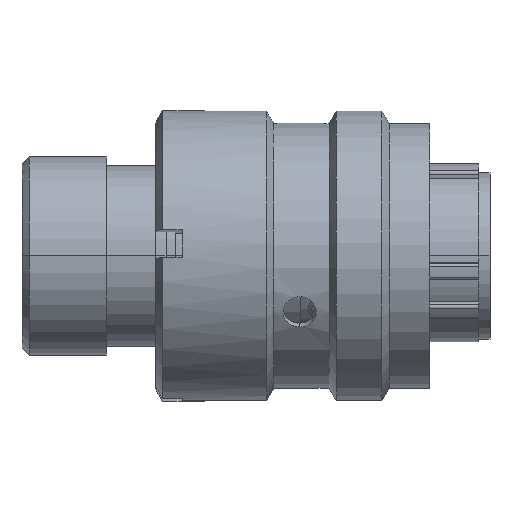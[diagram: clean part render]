
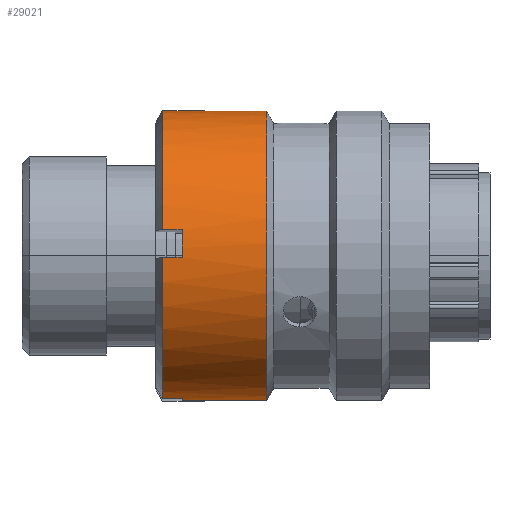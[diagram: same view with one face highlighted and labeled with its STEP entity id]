
A CAD part, top view. The second image highlights one B-rep face of the part: STEP entity #29021.
In plain terms, the highlighted cylindrical face has radius 10.35 mm (diameter 20.7 mm), a partial arc.
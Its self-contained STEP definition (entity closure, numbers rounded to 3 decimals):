
#146 = AXIS2_PLACEMENT_3D ( 'NONE', #16837, #19886, #13784 ) ;
#384 = VERTEX_POINT ( 'NONE', #2129 ) ;
#639 = CARTESIAN_POINT ( 'NONE',  ( -3.692, -1.246, 0.016 ) ) ;
#859 = CIRCLE ( 'NONE', #22017, 10.35 ) ;
#1268 = EDGE_CURVE ( 'NONE', #23056, #384, #15566, .T. ) ;
#1780 = ORIENTED_EDGE ( 'NONE', *, *, #11553, .F. ) ;
#1822 = CARTESIAN_POINT ( 'NONE',  ( -3.692, -1.369, 10.365 ) ) ;
#2129 = CARTESIAN_POINT ( 'NONE',  ( -3.692, -11.425, 1.886 ) ) ;
#2161 = DIRECTION ( 'NONE',  ( 1., 0., 0. ) ) ;
#3457 = CARTESIAN_POINT ( 'NONE',  ( -5.092, -11.425, 1.886 ) ) ;
#4151 = DIRECTION ( 'NONE',  ( 1., 0., 0. ) ) ;
#4394 = ORIENTED_EDGE ( 'NONE', *, *, #11460, .T. ) ;
#5085 = AXIS2_PLACEMENT_3D ( 'NONE', #639, #8961, #28479 ) ;
#5272 = CARTESIAN_POINT ( 'NONE',  ( -5.092, 9.103, 0.139 ) ) ;
#5579 = EDGE_CURVE ( 'NONE', #384, #28317, #23867, .T. ) ;
#6105 = ORIENTED_EDGE ( 'NONE', *, *, #1268, .F. ) ;
#6170 = LINE ( 'NONE', #28778, #14949 ) ;
#6443 = DIRECTION ( 'NONE',  ( 1., 0., 0. ) ) ;
#6767 = CIRCLE ( 'NONE', #36009, 10.35 ) ;
#6793 = EDGE_CURVE ( 'NONE', #21829, #35157, #859, .T. ) ;
#7313 = LINE ( 'NONE', #26865, #36237 ) ;
#8479 = VERTEX_POINT ( 'NONE', #35411 ) ;
#8539 = VERTEX_POINT ( 'NONE', #27569 ) ;
#8961 = DIRECTION ( 'NONE',  ( -1., 0., 0. ) ) ;
#9251 = DIRECTION ( 'NONE',  ( 0., -0.996, 0.085 ) ) ;
#10836 = CIRCLE ( 'NONE', #5085, 10.35 ) ;
#11353 = CARTESIAN_POINT ( 'NONE',  ( -3.692, -11.425, 1.886 ) ) ;
#11406 = LINE ( 'NONE', #1822, #32471 ) ;
#11460 = EDGE_CURVE ( 'NONE', #24500, #28317, #22696, .T. ) ;
#11553 = EDGE_CURVE ( 'NONE', #25567, #23089, #10836, .T. ) ;
#11857 = FACE_OUTER_BOUND ( 'NONE', #32553, .T. ) ;
#11997 = VECTOR ( 'NONE', #31214, 1000. ) ;
#12146 = CARTESIAN_POINT ( 'NONE',  ( -5.092, -1.369, 10.365 ) ) ;
#12332 = CARTESIAN_POINT ( 'NONE',  ( -5.092, -1.246, 0.016 ) ) ;
#12891 = DIRECTION ( 'NONE',  ( -1., 0., 0. ) ) ;
#13617 = CARTESIAN_POINT ( 'NONE',  ( 2.328, 9.067, -0.862 ) ) ;
#13784 = DIRECTION ( 'NONE',  ( 0., -0.996, 0.085 ) ) ;
#14292 = AXIS2_PLACEMENT_3D ( 'NONE', #31622, #20091, #20220 ) ;
#14448 = ORIENTED_EDGE ( 'NONE', *, *, #29996, .T. ) ;
#14562 = CARTESIAN_POINT ( 'NONE',  ( -3.692, -11.559, 0.894 ) ) ;
#14949 = VECTOR ( 'NONE', #20185, 1000. ) ;
#15005 = DIRECTION ( 'NONE',  ( 0., 0.085, 0.996 ) ) ;
#15083 = EDGE_CURVE ( 'NONE', #28589, #8479, #34035, .T. ) ;
#15548 = DIRECTION ( 'NONE',  ( 1., 0., 0. ) ) ;
#15566 = CIRCLE ( 'NONE', #14292, 10.35 ) ;
#15635 = EDGE_CURVE ( 'NONE', #22649, #8539, #6767, .T. ) ;
#15699 = VECTOR ( 'NONE', #36072, 1000. ) ;
#16837 = CARTESIAN_POINT ( 'NONE',  ( -5.092, -1.246, 0.016 ) ) ;
#18296 = DIRECTION ( 'NONE',  ( -1., 0., 0. ) ) ;
#19633 = ORIENTED_EDGE ( 'NONE', *, *, #26256, .T. ) ;
#19886 = DIRECTION ( 'NONE',  ( 1., 0., 0. ) ) ;
#20091 = DIRECTION ( 'NONE',  ( -1., 0., 0. ) ) ;
#20185 = DIRECTION ( 'NONE',  ( 1., 0., 0. ) ) ;
#20220 = DIRECTION ( 'NONE',  ( 0., 0.085, 0.996 ) ) ;
#20918 = CARTESIAN_POINT ( 'NONE',  ( 13.958, -1.246, 0.016 ) ) ;
#21096 = CYLINDRICAL_SURFACE ( 'NONE', #33971, 10.35 ) ;
#21352 = VECTOR ( 'NONE', #15548, 1000. ) ;
#21367 = ORIENTED_EDGE ( 'NONE', *, *, #15635, .F. ) ;
#21773 = DIRECTION ( 'NONE',  ( 0., 0.996, -0.085 ) ) ;
#21829 = VERTEX_POINT ( 'NONE', #13617 ) ;
#21858 = ORIENTED_EDGE ( 'NONE', *, *, #5579, .F. ) ;
#22017 = AXIS2_PLACEMENT_3D ( 'NONE', #35703, #2161, #21773 ) ;
#22144 = ORIENTED_EDGE ( 'NONE', *, *, #15083, .T. ) ;
#22649 = VERTEX_POINT ( 'NONE', #26262 ) ;
#22696 = CIRCLE ( 'NONE', #146, 10.35 ) ;
#22746 = EDGE_CURVE ( 'NONE', #8539, #8479, #7313, .T. ) ;
#23056 = VERTEX_POINT ( 'NONE', #14562 ) ;
#23089 = VERTEX_POINT ( 'NONE', #31352 ) ;
#23756 = EDGE_CURVE ( 'NONE', #25567, #28589, #35850, .T. ) ;
#23867 = LINE ( 'NONE', #11353, #11997 ) ;
#24500 = VERTEX_POINT ( 'NONE', #12146 ) ;
#25567 = VERTEX_POINT ( 'NONE', #34117 ) ;
#25973 = EDGE_CURVE ( 'NONE', #23089, #21829, #6170, .T. ) ;
#26256 = EDGE_CURVE ( 'NONE', #22649, #24500, #11406, .T. ) ;
#26262 = CARTESIAN_POINT ( 'NONE',  ( -3.692, -1.369, 10.365 ) ) ;
#26818 = DIRECTION ( 'NONE',  ( 0., 0.996, -0.085 ) ) ;
#26865 = CARTESIAN_POINT ( 'NONE',  ( -3.692, 0.624, 10.196 ) ) ;
#26902 = ORIENTED_EDGE ( 'NONE', *, *, #23756, .T. ) ;
#27569 = CARTESIAN_POINT ( 'NONE',  ( -3.692, 0.624, 10.196 ) ) ;
#27752 = CARTESIAN_POINT ( 'NONE',  ( -3.692, 9.103, 0.139 ) ) ;
#28317 = VERTEX_POINT ( 'NONE', #3457 ) ;
#28347 = LINE ( 'NONE', #29661, #21352 ) ;
#28479 = DIRECTION ( 'NONE',  ( 0., 0.085, 0.996 ) ) ;
#28589 = VERTEX_POINT ( 'NONE', #5272 ) ;
#28778 = CARTESIAN_POINT ( 'NONE',  ( 13.958, 9.067, -0.862 ) ) ;
#29021 = ADVANCED_FACE ( 'NONE', ( #11857 ), #21096, .T. ) ;
#29661 = CARTESIAN_POINT ( 'NONE',  ( 13.958, -11.559, 0.894 ) ) ;
#29996 = EDGE_CURVE ( 'NONE', #23056, #35157, #28347, .T. ) ;
#31214 = DIRECTION ( 'NONE',  ( -1., 0., 0. ) ) ;
#31352 = CARTESIAN_POINT ( 'NONE',  ( -3.692, 9.067, -0.862 ) ) ;
#31622 = CARTESIAN_POINT ( 'NONE',  ( -3.692, -1.246, 0.016 ) ) ;
#31798 = CARTESIAN_POINT ( 'NONE',  ( -3.692, -1.246, 0.016 ) ) ;
#32471 = VECTOR ( 'NONE', #35601, 1000. ) ;
#32553 = EDGE_LOOP ( 'NONE', ( #6105, #14448, #35393, #35739, #1780, #26902, #22144, #35498, #21367, #19633, #4394, #21858 ) ) ;
#33659 = AXIS2_PLACEMENT_3D ( 'NONE', #12332, #6443, #9251 ) ;
#33971 = AXIS2_PLACEMENT_3D ( 'NONE', #20918, #4151, #26818 ) ;
#34035 = CIRCLE ( 'NONE', #33659, 10.35 ) ;
#34117 = CARTESIAN_POINT ( 'NONE',  ( -3.692, 9.103, 0.139 ) ) ;
#35157 = VERTEX_POINT ( 'NONE', #35570 ) ;
#35393 = ORIENTED_EDGE ( 'NONE', *, *, #6793, .F. ) ;
#35411 = CARTESIAN_POINT ( 'NONE',  ( -5.092, 0.624, 10.196 ) ) ;
#35498 = ORIENTED_EDGE ( 'NONE', *, *, #22746, .F. ) ;
#35570 = CARTESIAN_POINT ( 'NONE',  ( 2.328, -11.559, 0.894 ) ) ;
#35601 = DIRECTION ( 'NONE',  ( -1., 0., 0. ) ) ;
#35703 = CARTESIAN_POINT ( 'NONE',  ( 2.328, -1.246, 0.016 ) ) ;
#35739 = ORIENTED_EDGE ( 'NONE', *, *, #25973, .F. ) ;
#35850 = LINE ( 'NONE', #27752, #15699 ) ;
#36009 = AXIS2_PLACEMENT_3D ( 'NONE', #31798, #18296, #15005 ) ;
#36072 = DIRECTION ( 'NONE',  ( -1., 0., 0. ) ) ;
#36237 = VECTOR ( 'NONE', #12891, 1000. ) ;
